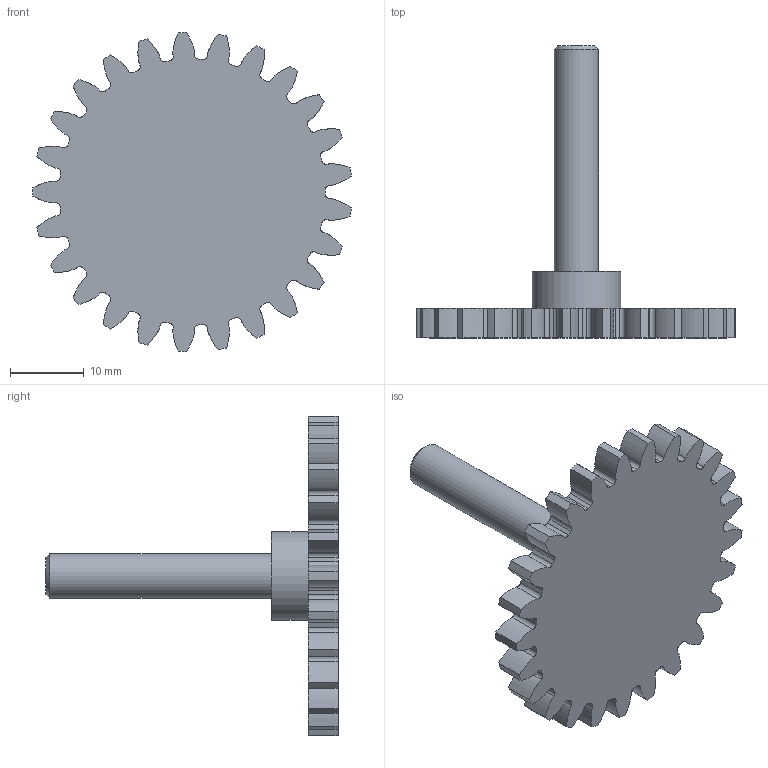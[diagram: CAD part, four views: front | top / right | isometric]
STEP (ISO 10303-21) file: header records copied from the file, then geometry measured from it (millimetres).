
FILE_DESCRIPTION( ( '' ), ' ' );
FILE_NAME( '5b01774ba47a161251ff943e.step', '2018-05-20T13:25:32', ( '' ), ( '' ), ' ', ' ', ' ' );
FILE_SCHEMA( ( 'AUTOMOTIVE_DESIGN { 1 0 10303 214 1 1 1 1 }' ) );
Length unit declared in the file: metre
Products named in the file (1): Part 1
Bounding box: 43.09 x 39.5 x 43.17 mm (x, y, z)
Volume: 6376.4 mm3; surface area: 4234.4 mm2
Topology: 1 solids, 1 shells, 157 faces, 458 edges, 305 vertices
Faces by surface type: cylinder 102, extrusion 50, plane 4, cone 1
Full cylindrical faces by diameter (mm): 6 x1, 12 x1
Entity records: 8446 total; most frequent: CARTESIAN_POINT 3018, ORIENTED_EDGE 910, DIRECTION 826, EDGE_CURVE 455, AXIS2_PLACEMENT_3D 313, VERTEX_POINT 305, CIRCLE 205, VECTOR 200
